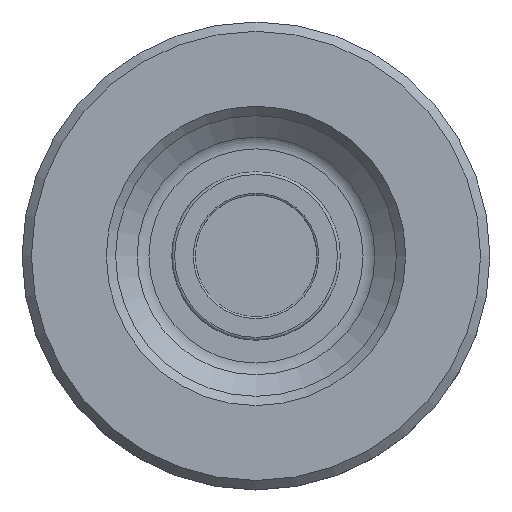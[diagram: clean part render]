
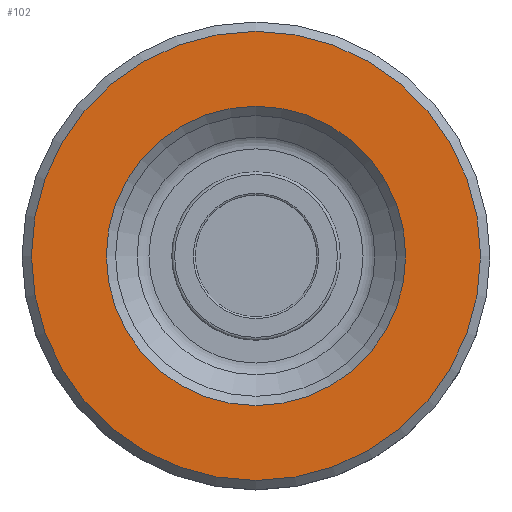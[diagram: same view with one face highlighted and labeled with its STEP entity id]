
A CAD part, top view. The second image highlights one B-rep face of the part: STEP entity #102.
In plain terms, the highlighted planar face has unit normal (0, 0, 1).
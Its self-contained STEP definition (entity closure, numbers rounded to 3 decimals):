
#102 = ADVANCED_FACE( '', ( #230, #231 ), #232, .F. );
#230 = FACE_OUTER_BOUND( '', #1005, .T. );
#231 = FACE_BOUND( '', #1006, .T. );
#232 = PLANE( '', #1007 );
#1005 = EDGE_LOOP( '', ( #1750 ) );
#1006 = EDGE_LOOP( '', ( #1751 ) );
#1007 = AXIS2_PLACEMENT_3D( '', #1752, #1753, #1754 );
#1750 = ORIENTED_EDGE( '', *, *, #1956, .T. );
#1751 = ORIENTED_EDGE( '', *, *, #1921, .T. );
#1752 = CARTESIAN_POINT( '', ( 0., 25., 14. ) );
#1753 = DIRECTION( '', ( 0., 0., -1. ) );
#1754 = DIRECTION( '', ( -1., 0., 0. ) );
#1921 = EDGE_CURVE( '', #2044, #2044, #2045, .T. );
#1956 = EDGE_CURVE( '', #2093, #2093, #2094, .F. );
#2044 = VERTEX_POINT( '', #2447 );
#2045 = CIRCLE( '', #2448, 16. );
#2093 = VERTEX_POINT( '', #2749 );
#2094 = CIRCLE( '', #2750, 24. );
#2447 = CARTESIAN_POINT( '', ( -16., 0., 14. ) );
#2448 = AXIS2_PLACEMENT_3D( '', #2875, #2876, #2877 );
#2749 = CARTESIAN_POINT( '', ( -24., 0., 14. ) );
#2750 = AXIS2_PLACEMENT_3D( '', #2923, #2924, #2925 );
#2875 = CARTESIAN_POINT( '', ( 0., 0., 14. ) );
#2876 = DIRECTION( '', ( 0., 0., -1. ) );
#2877 = DIRECTION( '', ( -1., 0., 0. ) );
#2923 = CARTESIAN_POINT( '', ( 0., 0., 14. ) );
#2924 = DIRECTION( '', ( 0., 0., -1. ) );
#2925 = DIRECTION( '', ( -1., 0., 0. ) );
